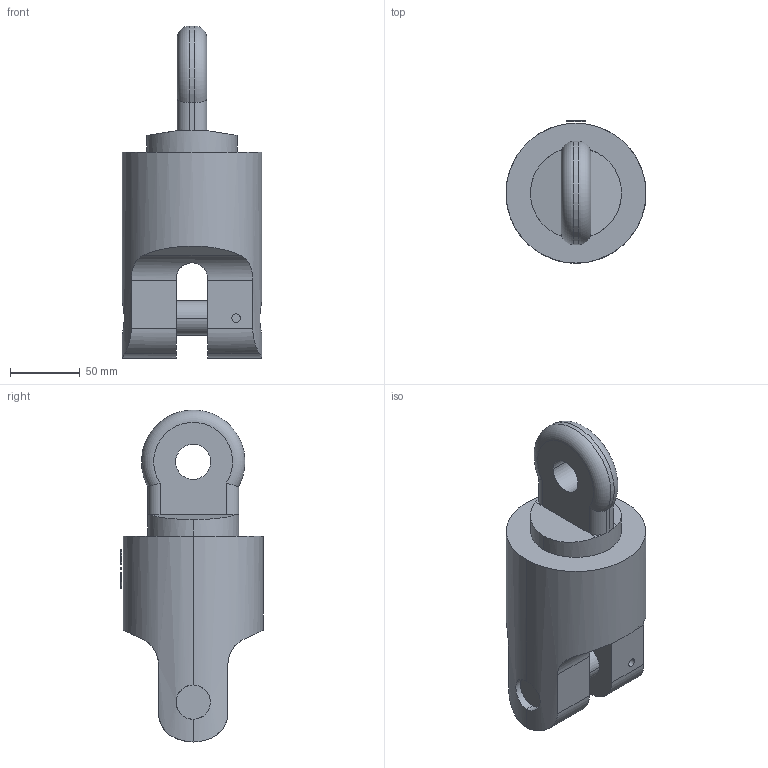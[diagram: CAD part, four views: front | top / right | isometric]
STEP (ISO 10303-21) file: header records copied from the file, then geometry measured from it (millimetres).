
FILE_DESCRIPTION((''),'2;1');
FILE_NAME('001-M31350-P-1','2004-10-21T',('Haas'),(''),'PRO/ENGINEER BY PARAMETRIC TECHNOLOGY CORPORATION, 2003450','PRO/ENGINEER BY PARAMETRIC TECHNOLOGY CORPORATION, 2003450','');
FILE_SCHEMA(('CONFIG_CONTROL_DESIGN'));
Length unit declared in the file: millimetre
Products named in the file (1): 001-M31350-P-1
Bounding box: 100 x 101.7 x 237.25 mm (x, y, z)
Volume: 980092.2 mm3; surface area: 75438.6 mm2
Topology: 4 solids, 4 shells, 202 faces, 537 edges, 352 vertices
Faces by surface type: plane 170, cylinder 30, torus 2
Entity records: 6449 total; most frequent: CARTESIAN_POINT 1381, ORIENTED_EDGE 1074, DIRECTION 967, EDGE_CURVE 537, VECTOR 455, LINE 455, VERTEX_POINT 352, AXIS2_PLACEMENT_3D 256
